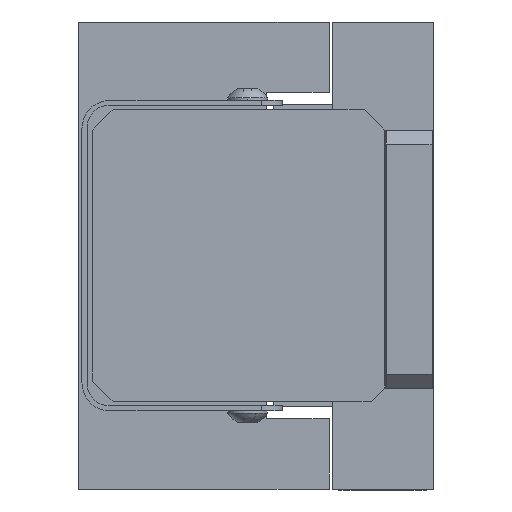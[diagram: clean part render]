
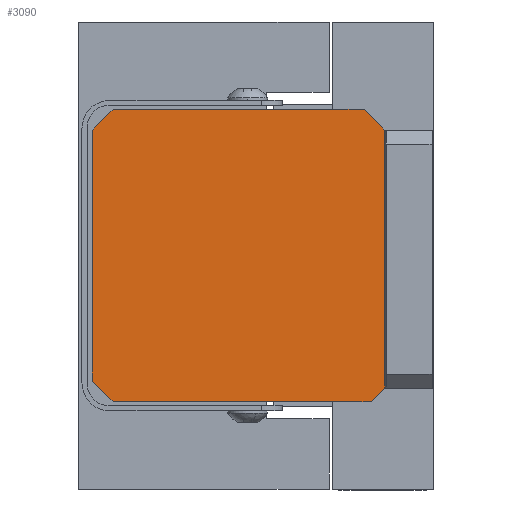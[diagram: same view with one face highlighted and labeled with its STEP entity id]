
A CAD part, left-side view. The second image highlights one B-rep face of the part: STEP entity #3090.
In plain terms, the highlighted face is planar.
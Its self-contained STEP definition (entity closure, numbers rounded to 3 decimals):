
#80 = VECTOR ( 'NONE', #8810, 1000. ) ;
#310 = VERTEX_POINT ( 'NONE', #4199 ) ;
#439 = CARTESIAN_POINT ( 'NONE',  ( 23.75, 0., 0. ) ) ;
#670 = DIRECTION ( 'NONE',  ( 0., -0.707, 0.707 ) ) ;
#687 = EDGE_LOOP ( 'NONE', ( #4834, #2949, #1386, #3852, #8247, #7824, #8239, #5013 ) ) ;
#972 = EDGE_CURVE ( 'NONE', #310, #2957, #1265, .T. ) ;
#1045 = DIRECTION ( 'NONE',  ( 0., 1., 0. ) ) ;
#1078 = CARTESIAN_POINT ( 'NONE',  ( 23.75, 3., 0. ) ) ;
#1265 = LINE ( 'NONE', #439, #4691 ) ;
#1319 = LINE ( 'NONE', #6887, #5299 ) ;
#1386 = ORIENTED_EDGE ( 'NONE', *, *, #8155, .T. ) ;
#1927 = LINE ( 'NONE', #8997, #80 ) ;
#2026 = EDGE_CURVE ( 'NONE', #4778, #3910, #6477, .T. ) ;
#2075 = DIRECTION ( 'NONE',  ( 0., 0.707, 0.707 ) ) ;
#2383 = CARTESIAN_POINT ( 'NONE',  ( 23.75, 0., -42. ) ) ;
#2600 = VECTOR ( 'NONE', #670, 1000. ) ;
#2732 = CARTESIAN_POINT ( 'NONE',  ( 23.75, 3., -42. ) ) ;
#2795 = CARTESIAN_POINT ( 'NONE',  ( 23.75, 42., -40. ) ) ;
#2949 = ORIENTED_EDGE ( 'NONE', *, *, #3315, .T. ) ;
#2957 = VERTEX_POINT ( 'NONE', #1078 ) ;
#3019 = EDGE_CURVE ( 'NONE', #3910, #5867, #3923, .T. ) ;
#3090 = ADVANCED_FACE ( 'NONE', ( #3362 ), #7588, .F. ) ;
#3137 = CARTESIAN_POINT ( 'NONE',  ( 23.75, 3., -42. ) ) ;
#3315 = EDGE_CURVE ( 'NONE', #5867, #4705, #8743, .T. ) ;
#3362 = FACE_OUTER_BOUND ( 'NONE', #687, .T. ) ;
#3823 = VECTOR ( 'NONE', #8097, 1000. ) ;
#3852 = ORIENTED_EDGE ( 'NONE', *, *, #4251, .T. ) ;
#3910 = VERTEX_POINT ( 'NONE', #2732 ) ;
#3923 = LINE ( 'NONE', #2383, #5042 ) ;
#4113 = VERTEX_POINT ( 'NONE', #4547 ) ;
#4139 = EDGE_CURVE ( 'NONE', #2957, #5216, #1319, .T. ) ;
#4199 = CARTESIAN_POINT ( 'NONE',  ( 23.75, 39., 0. ) ) ;
#4208 = EDGE_CURVE ( 'NONE', #5216, #4778, #4850, .T. ) ;
#4251 = EDGE_CURVE ( 'NONE', #4113, #310, #8693, .T. ) ;
#4433 = CARTESIAN_POINT ( 'NONE',  ( 23.75, 42., -40. ) ) ;
#4495 = DIRECTION ( 'NONE',  ( 0., 0., -1. ) ) ;
#4547 = CARTESIAN_POINT ( 'NONE',  ( 23.75, 42., -3. ) ) ;
#4691 = VECTOR ( 'NONE', #8885, 1000. ) ;
#4705 = VERTEX_POINT ( 'NONE', #4433 ) ;
#4778 = VERTEX_POINT ( 'NONE', #6706 ) ;
#4834 = ORIENTED_EDGE ( 'NONE', *, *, #3019, .T. ) ;
#4850 = LINE ( 'NONE', #5974, #7038 ) ;
#5013 = ORIENTED_EDGE ( 'NONE', *, *, #2026, .T. ) ;
#5042 = VECTOR ( 'NONE', #1045, 1000. ) ;
#5060 = DIRECTION ( 'NONE',  ( 0., -0.707, -0.707 ) ) ;
#5166 = AXIS2_PLACEMENT_3D ( 'NONE', #6936, #8996, #6127 ) ;
#5216 = VERTEX_POINT ( 'NONE', #6620 ) ;
#5299 = VECTOR ( 'NONE', #5060, 1000. ) ;
#5358 = CARTESIAN_POINT ( 'NONE',  ( 23.75, 40., -42. ) ) ;
#5867 = VERTEX_POINT ( 'NONE', #5358 ) ;
#5974 = CARTESIAN_POINT ( 'NONE',  ( 23.75, 0., 0. ) ) ;
#6127 = DIRECTION ( 'NONE',  ( 0., 0., 1. ) ) ;
#6422 = VECTOR ( 'NONE', #2075, 1000. ) ;
#6477 = LINE ( 'NONE', #3137, #3823 ) ;
#6620 = CARTESIAN_POINT ( 'NONE',  ( 23.75, 0., -3. ) ) ;
#6706 = CARTESIAN_POINT ( 'NONE',  ( 23.75, 0., -39. ) ) ;
#6887 = CARTESIAN_POINT ( 'NONE',  ( 23.75, 0., -3. ) ) ;
#6936 = CARTESIAN_POINT ( 'NONE',  ( 23.75, 0., 0. ) ) ;
#7038 = VECTOR ( 'NONE', #4495, 1000. ) ;
#7588 = PLANE ( 'NONE',  #5166 ) ;
#7824 = ORIENTED_EDGE ( 'NONE', *, *, #4139, .T. ) ;
#8097 = DIRECTION ( 'NONE',  ( 0., 0.707, -0.707 ) ) ;
#8155 = EDGE_CURVE ( 'NONE', #4705, #4113, #1927, .T. ) ;
#8239 = ORIENTED_EDGE ( 'NONE', *, *, #4208, .T. ) ;
#8247 = ORIENTED_EDGE ( 'NONE', *, *, #972, .T. ) ;
#8693 = LINE ( 'NONE', #9057, #2600 ) ;
#8743 = LINE ( 'NONE', #2795, #6422 ) ;
#8810 = DIRECTION ( 'NONE',  ( 0., 0., 1. ) ) ;
#8885 = DIRECTION ( 'NONE',  ( 0., -1., 0. ) ) ;
#8996 = DIRECTION ( 'NONE',  ( -1., 0., 0. ) ) ;
#8997 = CARTESIAN_POINT ( 'NONE',  ( 23.75, 42., 0. ) ) ;
#9057 = CARTESIAN_POINT ( 'NONE',  ( 23.75, 39., 0. ) ) ;
